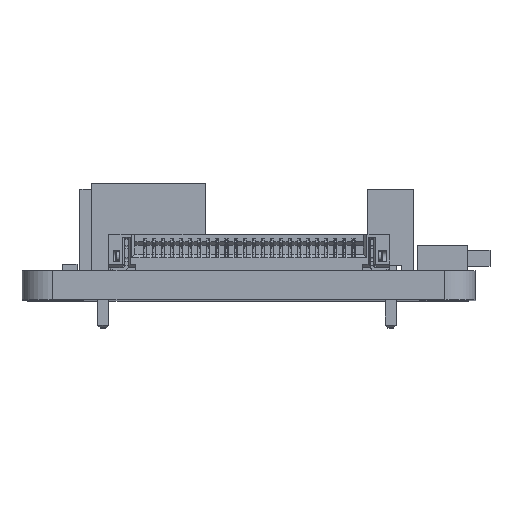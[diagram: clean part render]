
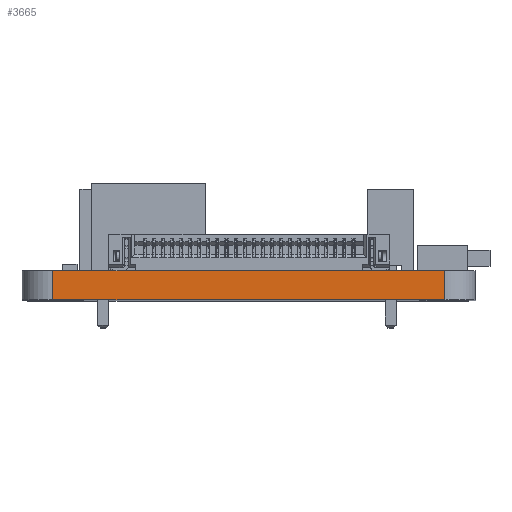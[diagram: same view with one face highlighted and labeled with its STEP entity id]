
A CAD part, top view. The second image highlights one B-rep face of the part: STEP entity #3665.
In plain terms, the highlighted free-form (B-spline) face has degree [1, 1] with [2, 2] control points.
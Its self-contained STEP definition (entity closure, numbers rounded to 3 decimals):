
#244 = VERTEX_POINT('',#245);
#245 = CARTESIAN_POINT('',(15.226,-1.71,
    23.371));
#251 = EDGE_CURVE('',#244,#252,#254,.T.);
#252 = VERTEX_POINT('',#253);
#253 = CARTESIAN_POINT('',(-7.807,-1.71,
    23.371));
#254 = B_SPLINE_CURVE_WITH_KNOTS('',1,(#255,#256),.UNSPECIFIED.,.F.,.F.,
  (2,2),(-21.6,0.),.PIECEWISE_BEZIER_KNOTS.);
#255 = CARTESIAN_POINT('',(15.226,-1.71,
    23.371));
#256 = CARTESIAN_POINT('',(-7.807,-1.71,
    23.371));
#938 = VERTEX_POINT('',#939);
#939 = CARTESIAN_POINT('',(-7.807,-0.003,
    23.371));
#945 = EDGE_CURVE('',#938,#946,#948,.T.);
#946 = VERTEX_POINT('',#947);
#947 = CARTESIAN_POINT('',(15.226,-0.003,
    23.371));
#948 = B_SPLINE_CURVE_WITH_KNOTS('',1,(#949,#950),.UNSPECIFIED.,.F.,.F.,
  (2,2),(0.,21.6),.PIECEWISE_BEZIER_KNOTS.);
#949 = CARTESIAN_POINT('',(-7.807,-0.003,
    23.371));
#950 = CARTESIAN_POINT('',(15.226,-0.003,
    23.371));
#3654 = EDGE_CURVE('',#938,#252,#3655,.T.);
#3655 = B_SPLINE_CURVE_WITH_KNOTS('',1,(#3656,#3657),.UNSPECIFIED.,.F.,
  .F.,(2,2),(0.,1.6),.PIECEWISE_BEZIER_KNOTS.);
#3656 = CARTESIAN_POINT('',(-7.807,-0.003,
    23.371));
#3657 = CARTESIAN_POINT('',(-7.807,-1.71,
    23.371));
#3665 = ADVANCED_FACE('',(#3666),#3676,.T.);
#3666 = FACE_BOUND('',#3667,.T.);
#3667 = EDGE_LOOP('',(#3668,#3669,#3670,#3671));
#3668 = ORIENTED_EDGE('',*,*,#945,.F.);
#3669 = ORIENTED_EDGE('',*,*,#3654,.T.);
#3670 = ORIENTED_EDGE('',*,*,#251,.F.);
#3671 = ORIENTED_EDGE('',*,*,#3672,.F.);
#3672 = EDGE_CURVE('',#946,#244,#3673,.T.);
#3673 = B_SPLINE_CURVE_WITH_KNOTS('',1,(#3674,#3675),.UNSPECIFIED.,.F.,
  .F.,(2,2),(0.,1.6),.PIECEWISE_BEZIER_KNOTS.);
#3674 = CARTESIAN_POINT('',(15.226,-0.003,
    23.371));
#3675 = CARTESIAN_POINT('',(15.226,-1.71,
    23.371));
#3676 = B_SPLINE_SURFACE_WITH_KNOTS('',1,1,(
    (#3677,#3678)
    ,(#3679,#3680
    )),.UNSPECIFIED.,.F.,.F.,.F.,(2,2),(2,2),(0.,21.6),
  (0.,1.6),.PIECEWISE_BEZIER_KNOTS.);
#3677 = CARTESIAN_POINT('',(15.226,-0.003,
    23.371));
#3678 = CARTESIAN_POINT('',(15.226,-1.71,
    23.371));
#3679 = CARTESIAN_POINT('',(-7.807,-0.003,
    23.371));
#3680 = CARTESIAN_POINT('',(-7.807,-1.71,
    23.371));
